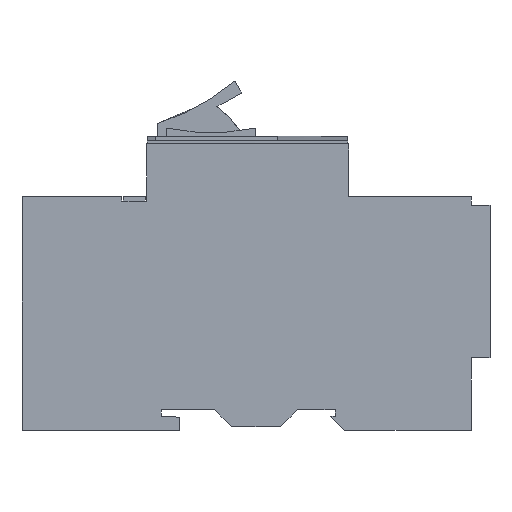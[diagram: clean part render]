
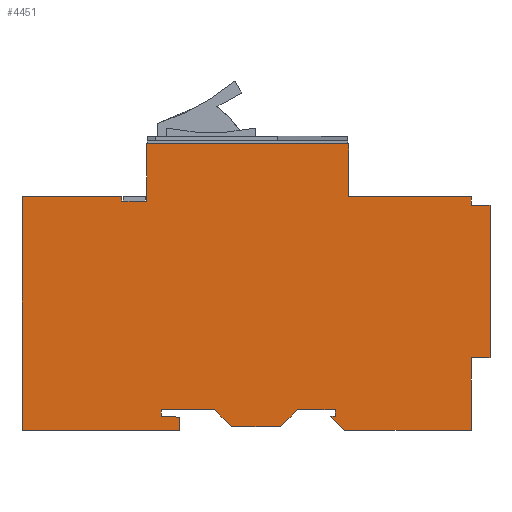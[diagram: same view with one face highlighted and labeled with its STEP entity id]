
A CAD part, left-side view. The second image highlights one B-rep face of the part: STEP entity #4451.
In plain terms, the highlighted face is planar.
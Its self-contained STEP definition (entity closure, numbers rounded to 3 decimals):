
#14=DIRECTION('',(1.,0.,0.));
#15=VECTOR('',#14,35.503);
#16=CARTESIAN_POINT('',(-52.625,-22.3,0.));
#17=LINE('',#16,#15);
#18=DIRECTION('',(0.,0.,1.));
#19=VECTOR('',#18,3.);
#20=CARTESIAN_POINT('',(-17.122,-22.3,0.));
#21=LINE('',#20,#19);
#22=DIRECTION('',(1.,0.,0.));
#23=VECTOR('',#22,45.45);
#24=CARTESIAN_POINT('',(-24.625,-22.3,64.444));
#25=LINE('',#24,#23);
#26=DIRECTION('',(0.,0.,-1.));
#27=VECTOR('',#26,11.844);
#28=CARTESIAN_POINT('',(20.825,-22.3,64.444));
#29=LINE('',#28,#27);
#30=DIRECTION('',(0.,0.,-1.));
#31=VECTOR('',#30,2.);
#32=CARTESIAN_POINT('',(48.375,-22.3,52.6));
#33=LINE('',#32,#31);
#34=DIRECTION('',(-1.,0.,0.));
#35=VECTOR('',#34,4.25);
#36=CARTESIAN_POINT('',(52.625,-22.3,16.35));
#37=LINE('',#36,#35);
#38=DIRECTION('',(-0.707,0.,0.707));
#39=VECTOR('',#38,4.5);
#40=CARTESIAN_POINT('',(20.,-22.3,0.));
#41=LINE('',#40,#39);
#42=DIRECTION('',(-0.707,0.,-0.707));
#43=VECTOR('',#42,5.4);
#44=CARTESIAN_POINT('',(9.318,-22.3,4.682));
#45=LINE('',#44,#43);
#46=DIRECTION('',(-0.707,0.,0.707));
#47=VECTOR('',#46,5.4);
#48=CARTESIAN_POINT('',(-5.5,-22.3,0.864));
#49=LINE('',#48,#47);
#50=DIRECTION('',(0.999,0.,-0.043));
#51=VECTOR('',#50,4.2);
#52=CARTESIAN_POINT('',(-21.318,-22.3,3.182));
#53=LINE('',#52,#51);
#54=DIRECTION('',(0.,0.,1.));
#55=VECTOR('',#54,52.6);
#56=CARTESIAN_POINT('',(-52.625,-22.3,0.));
#57=LINE('',#56,#55);
#58=DIRECTION('',(1.,0.,0.));
#59=VECTOR('',#58,22.45);
#60=CARTESIAN_POINT('',(-52.625,-22.3,52.6));
#61=LINE('',#60,#59);
#82=DIRECTION('',(0.,0.,-1.));
#83=VECTOR('',#82,12.844);
#84=CARTESIAN_POINT('',(-24.625,-22.3,64.444));
#85=LINE('',#84,#83);
#94=DIRECTION('',(-1.,0.,0.));
#95=VECTOR('',#94,5.55);
#96=CARTESIAN_POINT('',(-24.625,-22.3,51.6));
#97=LINE('',#96,#95);
#114=DIRECTION('',(0.,0.,1.));
#115=VECTOR('',#114,1.);
#116=CARTESIAN_POINT('',(-30.175,-22.3,51.6));
#117=LINE('',#116,#115);
#786=DIRECTION('',(0.,0.,1.));
#787=VECTOR('',#786,1.5);
#788=CARTESIAN_POINT('',(-21.318,-22.3,3.182));
#789=LINE('',#788,#787);
#794=DIRECTION('',(1.,0.,0.));
#795=VECTOR('',#794,12.);
#796=CARTESIAN_POINT('',(-21.318,-22.3,4.682));
#797=LINE('',#796,#795);
#806=DIRECTION('',(1.,0.,0.));
#807=VECTOR('',#806,11.);
#808=CARTESIAN_POINT('',(-5.5,-22.3,0.864));
#809=LINE('',#808,#807);
#818=DIRECTION('',(1.,0.,0.));
#819=VECTOR('',#818,8.5);
#820=CARTESIAN_POINT('',(9.318,-22.3,4.682));
#821=LINE('',#820,#819);
#826=DIRECTION('',(0.,0.,-1.));
#827=VECTOR('',#826,1.5);
#828=CARTESIAN_POINT('',(17.818,-22.3,4.682));
#829=LINE('',#828,#827);
#834=DIRECTION('',(-1.,0.,0.));
#835=VECTOR('',#834,1.);
#836=CARTESIAN_POINT('',(17.818,-22.3,3.182));
#837=LINE('',#836,#835);
#850=DIRECTION('',(1.,0.,0.));
#851=VECTOR('',#850,28.375);
#852=CARTESIAN_POINT('',(20.,-22.3,0.));
#853=LINE('',#852,#851);
#878=DIRECTION('',(0.,0.,1.));
#879=VECTOR('',#878,16.35);
#880=CARTESIAN_POINT('',(48.375,-22.3,0.));
#881=LINE('',#880,#879);
#886=DIRECTION('',(-1.,0.,0.));
#887=VECTOR('',#886,27.55);
#888=CARTESIAN_POINT('',(48.375,-22.3,52.6));
#889=LINE('',#888,#887);
#2430=DIRECTION('',(0.,0.,1.));
#2431=VECTOR('',#2430,34.25);
#2432=CARTESIAN_POINT('',(52.625,-22.3,16.35));
#2433=LINE('',#2432,#2431);
#2438=DIRECTION('',(-1.,0.,0.));
#2439=VECTOR('',#2438,4.25);
#2440=CARTESIAN_POINT('',(52.625,-22.3,50.6));
#2441=LINE('',#2440,#2439);
#3293=CARTESIAN_POINT('',(-17.122,-22.3,0.));
#3295=VERTEX_POINT('',#3293);
#3299=CARTESIAN_POINT('',(-52.625,-22.3,0.));
#3300=VERTEX_POINT('',#3299);
#3301=CARTESIAN_POINT('',(-17.122,-22.3,3.));
#3302=VERTEX_POINT('',#3301);
#3305=CARTESIAN_POINT('',(-24.625,-22.3,64.444));
#3306=CARTESIAN_POINT('',(20.825,-22.3,64.444));
#3307=VERTEX_POINT('',#3305);
#3308=VERTEX_POINT('',#3306);
#3309=CARTESIAN_POINT('',(20.825,-22.3,52.6));
#3310=VERTEX_POINT('',#3309);
#3311=CARTESIAN_POINT('',(48.375,-22.3,52.6));
#3312=VERTEX_POINT('',#3311);
#3313=CARTESIAN_POINT('',(48.375,-22.3,50.6));
#3314=VERTEX_POINT('',#3313);
#3315=CARTESIAN_POINT('',(52.625,-22.3,50.6));
#3316=VERTEX_POINT('',#3315);
#3317=CARTESIAN_POINT('',(52.625,-22.3,16.35));
#3318=VERTEX_POINT('',#3317);
#3319=CARTESIAN_POINT('',(48.375,-22.3,16.35));
#3320=VERTEX_POINT('',#3319);
#3321=CARTESIAN_POINT('',(48.375,-22.3,0.));
#3322=VERTEX_POINT('',#3321);
#3323=CARTESIAN_POINT('',(20.,-22.3,0.));
#3324=VERTEX_POINT('',#3323);
#3325=CARTESIAN_POINT('',(16.818,-22.3,3.182));
#3326=VERTEX_POINT('',#3325);
#3327=CARTESIAN_POINT('',(17.818,-22.3,3.182));
#3328=VERTEX_POINT('',#3327);
#3329=CARTESIAN_POINT('',(17.818,-22.3,4.682));
#3330=VERTEX_POINT('',#3329);
#3331=CARTESIAN_POINT('',(9.318,-22.3,4.682));
#3332=VERTEX_POINT('',#3331);
#3333=CARTESIAN_POINT('',(5.5,-22.3,0.864));
#3334=VERTEX_POINT('',#3333);
#3335=CARTESIAN_POINT('',(-5.5,-22.3,0.864));
#3336=VERTEX_POINT('',#3335);
#3337=CARTESIAN_POINT('',(-9.318,-22.3,4.682));
#3338=VERTEX_POINT('',#3337);
#3339=CARTESIAN_POINT('',(-21.318,-22.3,4.682));
#3340=VERTEX_POINT('',#3339);
#3341=CARTESIAN_POINT('',(-21.318,-22.3,3.182));
#3342=VERTEX_POINT('',#3341);
#3343=CARTESIAN_POINT('',(-52.625,-22.3,52.6));
#3344=VERTEX_POINT('',#3343);
#3345=CARTESIAN_POINT('',(-30.175,-22.3,52.6));
#3346=VERTEX_POINT('',#3345);
#3347=CARTESIAN_POINT('',(-30.175,-22.3,51.6));
#3348=VERTEX_POINT('',#3347);
#3349=CARTESIAN_POINT('',(-24.625,-22.3,51.6));
#3350=VERTEX_POINT('',#3349);
#4394=CARTESIAN_POINT('',(-52.625,-22.3,0.));
#4395=DIRECTION('',(0.,-1.,0.));
#4396=DIRECTION('',(1.,0.,0.));
#4397=AXIS2_PLACEMENT_3D('',#4394,#4395,#4396);
#4398=PLANE('',#4397);
#4400=ORIENTED_EDGE('',*,*,#4399,.T.);
#4402=ORIENTED_EDGE('',*,*,#4401,.T.);
#4404=ORIENTED_EDGE('',*,*,#4403,.F.);
#4406=ORIENTED_EDGE('',*,*,#4405,.T.);
#4408=ORIENTED_EDGE('',*,*,#4407,.F.);
#4410=ORIENTED_EDGE('',*,*,#4409,.F.);
#4412=ORIENTED_EDGE('',*,*,#4411,.T.);
#4414=ORIENTED_EDGE('',*,*,#4413,.F.);
#4416=ORIENTED_EDGE('',*,*,#4415,.F.);
#4418=ORIENTED_EDGE('',*,*,#4417,.T.);
#4420=ORIENTED_EDGE('',*,*,#4419,.F.);
#4422=ORIENTED_EDGE('',*,*,#4421,.F.);
#4424=ORIENTED_EDGE('',*,*,#4423,.F.);
#4426=ORIENTED_EDGE('',*,*,#4425,.T.);
#4428=ORIENTED_EDGE('',*,*,#4427,.F.);
#4430=ORIENTED_EDGE('',*,*,#4429,.T.);
#4432=ORIENTED_EDGE('',*,*,#4431,.F.);
#4434=ORIENTED_EDGE('',*,*,#4433,.F.);
#4436=ORIENTED_EDGE('',*,*,#4435,.T.);
#4437=ORIENTED_EDGE('',*,*,#4385,.F.);
#4438=ORIENTED_EDGE('',*,*,#4374,.F.);
#4440=ORIENTED_EDGE('',*,*,#4439,.T.);
#4442=ORIENTED_EDGE('',*,*,#4441,.T.);
#4444=ORIENTED_EDGE('',*,*,#4443,.F.);
#4446=ORIENTED_EDGE('',*,*,#4445,.F.);
#4448=ORIENTED_EDGE('',*,*,#4447,.F.);
#4449=EDGE_LOOP('',(#4400,#4402,#4404,#4406,#4408,#4410,#4412,#4414,#4416,#4418,
#4420,#4422,#4424,#4426,#4428,#4430,#4432,#4434,#4436,#4437,#4438,#4440,#4442,
#4444,#4446,#4448));
#4450=FACE_OUTER_BOUND('',#4449,.F.);
#4451=ADVANCED_FACE('',(#4450),#4398,.T.);
#4374=EDGE_CURVE('',#3300,#3295,#17,.T.);
#4385=EDGE_CURVE('',#3295,#3302,#21,.T.);
#4399=EDGE_CURVE('',#3307,#3308,#25,.T.);
#4401=EDGE_CURVE('',#3308,#3310,#29,.T.);
#4403=EDGE_CURVE('',#3312,#3310,#889,.T.);
#4405=EDGE_CURVE('',#3312,#3314,#33,.T.);
#4407=EDGE_CURVE('',#3316,#3314,#2441,.T.);
#4409=EDGE_CURVE('',#3318,#3316,#2433,.T.);
#4411=EDGE_CURVE('',#3318,#3320,#37,.T.);
#4413=EDGE_CURVE('',#3322,#3320,#881,.T.);
#4415=EDGE_CURVE('',#3324,#3322,#853,.T.);
#4417=EDGE_CURVE('',#3324,#3326,#41,.T.);
#4419=EDGE_CURVE('',#3328,#3326,#837,.T.);
#4421=EDGE_CURVE('',#3330,#3328,#829,.T.);
#4423=EDGE_CURVE('',#3332,#3330,#821,.T.);
#4425=EDGE_CURVE('',#3332,#3334,#45,.T.);
#4427=EDGE_CURVE('',#3336,#3334,#809,.T.);
#4429=EDGE_CURVE('',#3336,#3338,#49,.T.);
#4431=EDGE_CURVE('',#3340,#3338,#797,.T.);
#4433=EDGE_CURVE('',#3342,#3340,#789,.T.);
#4435=EDGE_CURVE('',#3342,#3302,#53,.T.);
#4439=EDGE_CURVE('',#3300,#3344,#57,.T.);
#4441=EDGE_CURVE('',#3344,#3346,#61,.T.);
#4443=EDGE_CURVE('',#3348,#3346,#117,.T.);
#4445=EDGE_CURVE('',#3350,#3348,#97,.T.);
#4447=EDGE_CURVE('',#3307,#3350,#85,.T.);
